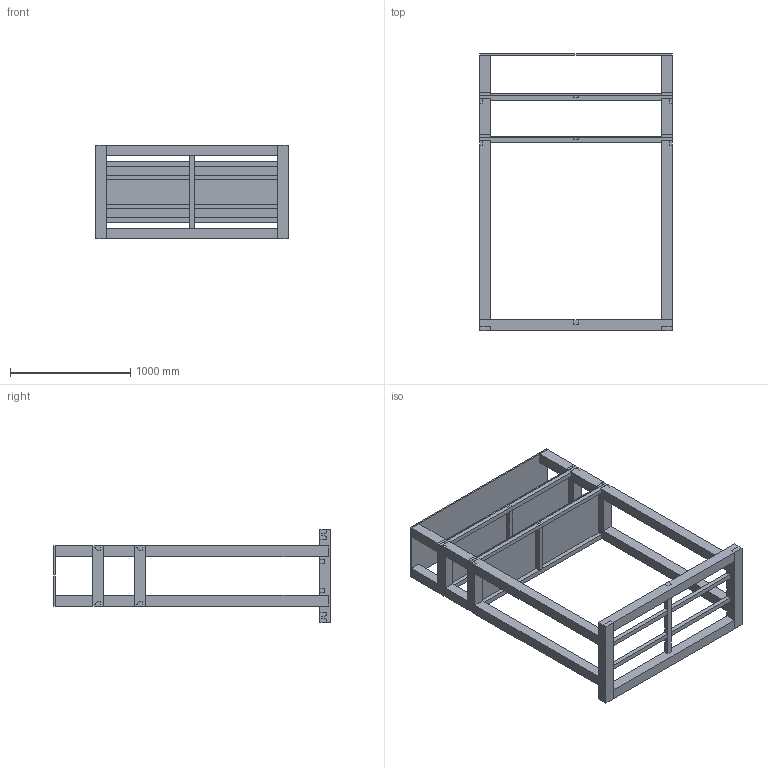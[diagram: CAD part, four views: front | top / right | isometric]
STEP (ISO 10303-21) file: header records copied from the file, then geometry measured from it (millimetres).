
FILE_DESCRIPTION(/* description */ ('STEP AP242','CAx-IF Rec.Pracs.---Representation and Presentation of Product Manufacturing Information (PMI)---4.0---2014-10-13','CAx-IF Rec.Pracs.---3D Tessellated Geometry---0.4---2014-09-14','2;1'),/* implementation_level */ '2;1');
FILE_NAME(/* name */ '658442a295c19012d04d61b4',/* time_stamp */ '2023-12-21T13:50:28Z',/* author */ (''),/* organization */ (''),/* preprocessor_version */ 'ST-DEVELOPER v19.4',/* originating_system */ ' ',/* authorisation */ ' ');
FILE_SCHEMA (('AP242_MANAGED_MODEL_BASED_3D_ENGINEERING_MIM_LF { 1 0 10303 442 1 1 4 }'));
Length unit declared in the file: metre
Products named in the file (27): SUBS001_ASM; SUBS006; SUBS028; SUBS026; SUBS029; SUBS011; SUBS008; SUBS016; SUBS013; SUBS010; SUBS019; SUBS022; SUBS014; SUBS012; SUBS005; SUBS007; SUBS004; SUBS020; SUBS024; SUBS023; SUBS018; SUBS027; SUBS009; SUBS015; SUBS021; SUBS025; SUBS017
Assembly tree (48 placements, depth 2):
  SUBS001_ASM
    SUBS006
    SUBS028  x16
    SUBS026
    SUBS029  x8
    SUBS011
    SUBS008
    SUBS016
    SUBS013
    SUBS010
    SUBS019
    SUBS022
    SUBS014
    SUBS012
    SUBS005
    SUBS007
    SUBS004
    SUBS020
    SUBS024
    SUBS023
    SUBS018
    SUBS027
    SUBS009
    SUBS015
    SUBS021
    SUBS025
    SUBS017
Bounding box: 1600.04 x 2302.6 x 777.8 mm (x, y, z)
Volume: 157106329.8 mm3; surface area: 12226773.3 mm2
Topology: 48 solids, 48 shells, 776 faces, 1872 edges, 1240 vertices
Faces by surface type: plane 648, cylinder 64, torus 48, cone 16
Full cylindrical faces by diameter (mm): 6 x16, 6.35 x16, 9 x16, 10 x16
Entity records: 18699 total; most frequent: CARTESIAN_POINT 3201, ORIENTED_EDGE 3044, DIRECTION 2875, EDGE_CURVE 1522, LINE 1449, VECTOR 1449, VERTEX_POINT 1039, AXIS2_PLACEMENT_3D 713
